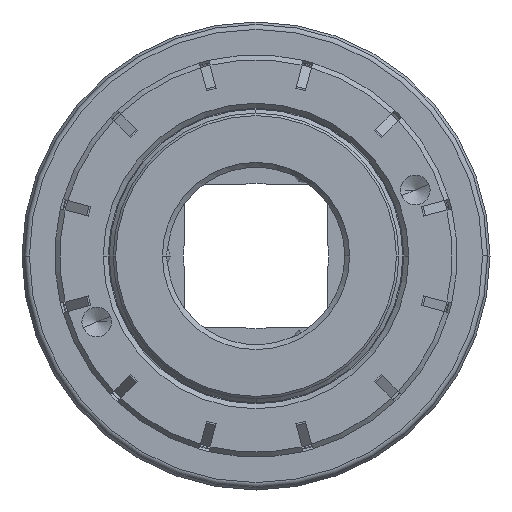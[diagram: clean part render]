
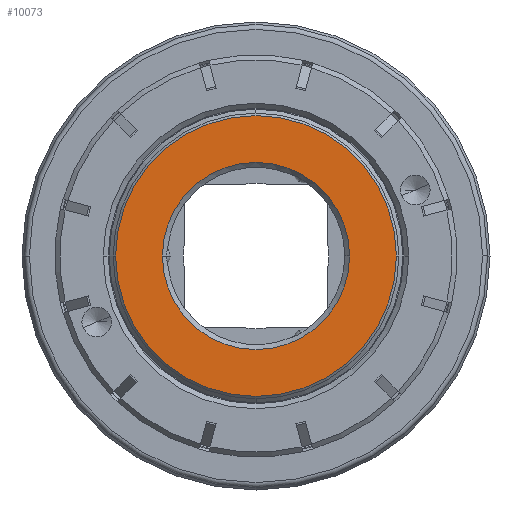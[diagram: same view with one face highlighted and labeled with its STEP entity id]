
A CAD part, front view. The second image highlights one B-rep face of the part: STEP entity #10073.
In plain terms, the highlighted planar face has unit normal (0, -1, 0).
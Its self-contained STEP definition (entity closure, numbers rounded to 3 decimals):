
#7725=CARTESIAN_POINT('',(0.,-65.5,0.));
#7726=DIRECTION('',(0.,-1.,0.));
#7727=DIRECTION('',(-1.,0.,0.));
#7728=AXIS2_PLACEMENT_3D('',#7725,#7726,#7727);
#7865=CARTESIAN_POINT('',(0.,-65.5,0.));
#7866=DIRECTION('',(0.,-1.,0.));
#7867=DIRECTION('',(1.,0.,0.));
#7868=AXIS2_PLACEMENT_3D('',#7865,#7866,#7867);
#7924=CARTESIAN_POINT('',(0.,-65.5,0.));
#7925=DIRECTION('',(0.,1.,0.));
#7926=DIRECTION('',(1.,0.,0.));
#7927=AXIS2_PLACEMENT_3D('',#7924,#7925,#7926);
#7946=CARTESIAN_POINT('',(0.,-65.5,0.));
#7947=DIRECTION('',(0.,-1.,0.));
#7948=DIRECTION('',(1.,0.,0.));
#7949=AXIS2_PLACEMENT_3D('',#7946,#7947,#7948);
#9256=CARTESIAN_POINT('',(-19.,-65.5,0.));
#9257=CARTESIAN_POINT('',(19.,-65.5,0.));
#9258=VERTEX_POINT('',#9256);
#9259=VERTEX_POINT('',#9257);
#9384=CARTESIAN_POINT('',(28.5,-65.5,0.));
#9385=CARTESIAN_POINT('',(-28.5,-65.5,0.));
#9386=VERTEX_POINT('',#9384);
#9387=VERTEX_POINT('',#9385);
#10058=CARTESIAN_POINT('',(0.,-65.5,0.));
#10059=DIRECTION('',(0.,-1.,0.));
#10060=DIRECTION('',(-1.,0.,0.));
#10061=AXIS2_PLACEMENT_3D('',#10058,#10059,#10060);
#10062=PLANE('',#10061);
#10064=ORIENTED_EDGE('',*,*,#10063,.T.);
#10066=ORIENTED_EDGE('',*,*,#10065,.F.);
#10067=EDGE_LOOP('',(#10064,#10066));
#10068=FACE_OUTER_BOUND('',#10067,.F.);
#10069=ORIENTED_EDGE('',*,*,#10010,.T.);
#10070=ORIENTED_EDGE('',*,*,#9851,.T.);
#10071=EDGE_LOOP('',(#10069,#10070));
#10072=FACE_BOUND('',#10071,.F.);
#10073=ADVANCED_FACE('',(#10068,#10072),#10062,.T.);
#7729=CIRCLE('',#7728,19.);
#7869=CIRCLE('',#7868,19.);
#7928=CIRCLE('',#7927,28.5);
#7950=CIRCLE('',#7949,28.5);
#9851=EDGE_CURVE('',#9258,#9259,#7729,.T.);
#10010=EDGE_CURVE('',#9259,#9258,#7869,.T.);
#10063=EDGE_CURVE('',#9386,#9387,#7928,.T.);
#10065=EDGE_CURVE('',#9386,#9387,#7950,.T.);
